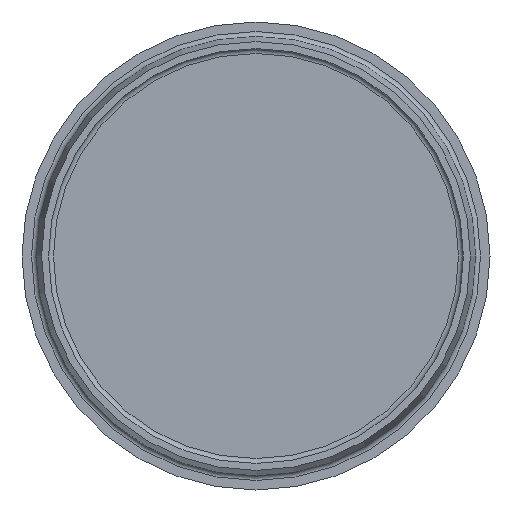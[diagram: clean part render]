
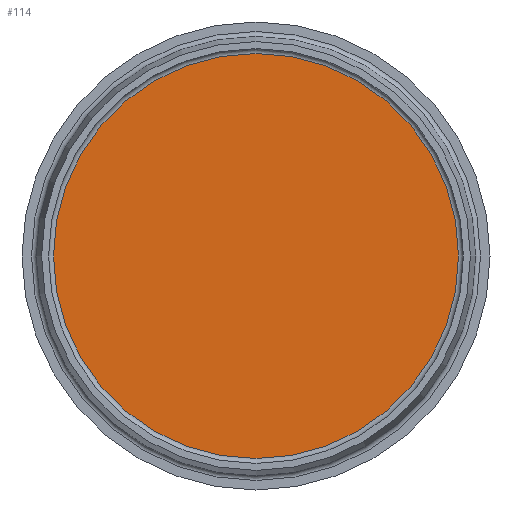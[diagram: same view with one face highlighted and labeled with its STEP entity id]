
A CAD part, front view. The second image highlights one B-rep face of the part: STEP entity #114.
In plain terms, the highlighted planar face has unit normal (0, -1, 0).
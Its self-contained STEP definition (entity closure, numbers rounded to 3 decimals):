
#20=PLANE('',#135);
#38=FACE_OUTER_BOUND('',#56,.T.);
#56=EDGE_LOOP('',(#101));
#66=CIRCLE('',#134,41.5);
#75=VERTEX_POINT('',#202);
#84=EDGE_CURVE('',#75,#75,#66,.T.);
#101=ORIENTED_EDGE('',*,*,#84,.T.);
#114=ADVANCED_FACE('',(#38),#20,.T.);
#134=AXIS2_PLACEMENT_3D('',#203,#171,#172);
#135=AXIS2_PLACEMENT_3D('',#204,#173,#174);
#171=DIRECTION('center_axis',(0.,-1.,0.));
#172=DIRECTION('ref_axis',(1.,0.,0.));
#173=DIRECTION('center_axis',(0.,-1.,0.));
#174=DIRECTION('ref_axis',(0.,0.,-1.));
#202=CARTESIAN_POINT('',(41.5,36.6,0.));
#203=CARTESIAN_POINT('Origin',(0.,36.6,0.));
#204=CARTESIAN_POINT('Origin',(0.,36.6,0.));
